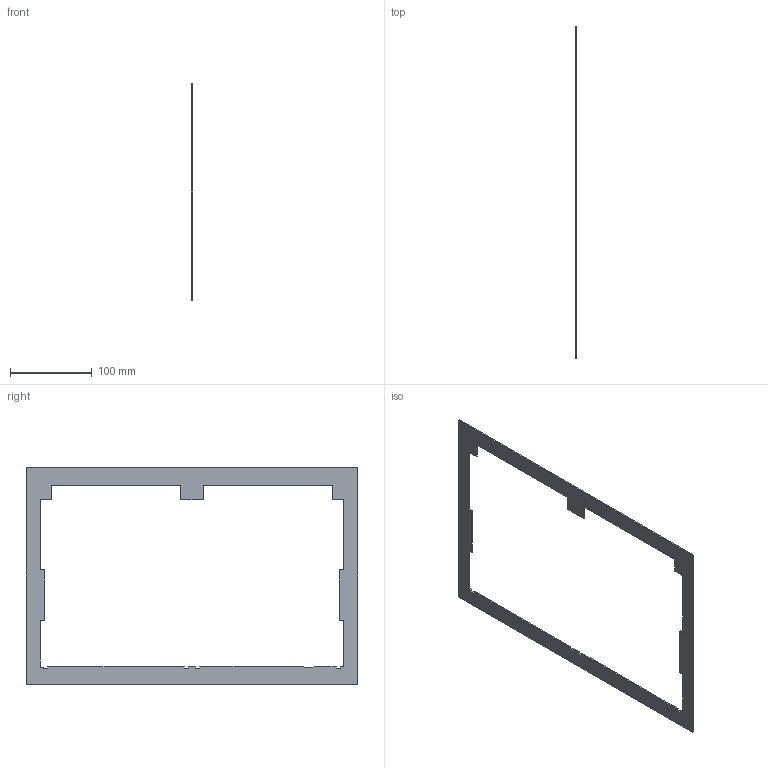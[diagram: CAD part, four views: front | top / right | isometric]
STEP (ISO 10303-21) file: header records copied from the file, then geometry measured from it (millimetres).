
FILE_DESCRIPTION((''),'2;1');
FILE_NAME('1SEP201458_C','2021-03-11T16:13:31',('CNJALIN13'),(''),'CREO PARAMETRIC BY PTC INC, 2019164','CREO PARAMETRIC BY PTC INC, 2019164','');
FILE_SCHEMA(('AUTOMOTIVE_DESIGN { 1 0 10303 214 1 1 1 1 }'));
Length unit declared in the file: millimetre
Products named in the file (1): 1SEP201458_C
Bounding box: 1.5 x 406 x 265 mm (x, y, z)
Volume: 39981.6 mm3; surface area: 57213.3 mm2
Topology: 1 solids, 1 shells, 45 faces, 129 edges, 86 vertices
Faces by surface type: plane 45
Entity records: 2695 total; most frequent: CARTESIAN_POINT 281, ORIENTED_EDGE 258, DIRECTION 247, COLOUR_RGB 205, PRESENTATION_STYLE_ASSIGNMENT 135, STYLED_ITEM 135, CURVE_STYLE 134, VECTOR 132
